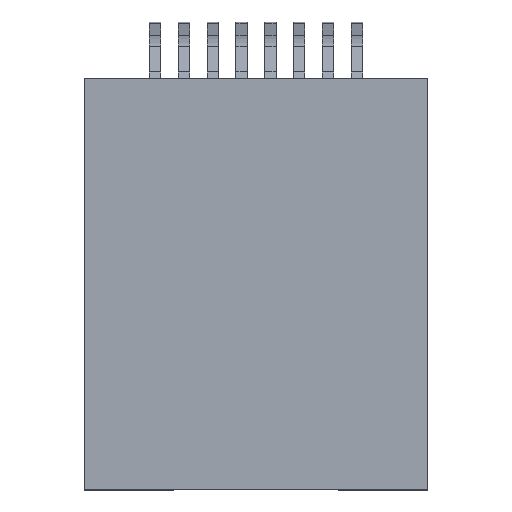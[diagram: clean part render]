
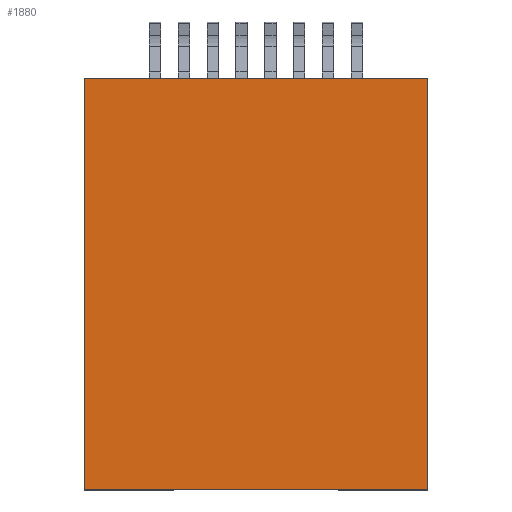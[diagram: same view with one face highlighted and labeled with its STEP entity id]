
A CAD part, top view. The second image highlights one B-rep face of the part: STEP entity #1880.
In plain terms, the highlighted planar face has unit normal (0, 0, 1).
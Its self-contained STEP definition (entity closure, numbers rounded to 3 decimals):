
#1880 = ADVANCED_FACE( '', ( #3684 ), #3685, .T. );
#3684 = FACE_OUTER_BOUND( '', #5489, .T. );
#3685 = PLANE( '', #5490 );
#5489 = EDGE_LOOP( '', ( #10680, #10681, #10682, #10683 ) );
#5490 = AXIS2_PLACEMENT_3D( '', #10684, #10685, #10686 );
#10680 = ORIENTED_EDGE( '', *, *, #13022, .T. );
#10681 = ORIENTED_EDGE( '', *, *, #12628, .T. );
#10682 = ORIENTED_EDGE( '', *, *, #13269, .T. );
#10683 = ORIENTED_EDGE( '', *, *, #13465, .T. );
#10684 = CARTESIAN_POINT( '', ( 0., 0., 0. ) );
#10685 = DIRECTION( '', ( 0., 0., 1. ) );
#10686 = DIRECTION( '', ( 1., 0., 0. ) );
#12628 = EDGE_CURVE( '', #15721, #15719, #15722, .T. );
#13022 = EDGE_CURVE( '', #16254, #15721, #16255, .T. );
#13269 = EDGE_CURVE( '', #15719, #16561, #16563, .T. );
#13465 = EDGE_CURVE( '', #16561, #16254, #16785, .T. );
#15719 = VERTEX_POINT( '', #19959 );
#15721 = VERTEX_POINT( '', #19962 );
#15722 = LINE( '', #19963, #19964 );
#16254 = VERTEX_POINT( '', #20745 );
#16255 = LINE( '', #20746, #20747 );
#16561 = VERTEX_POINT( '', #21198 );
#16563 = LINE( '', #21201, #21202 );
#16785 = LINE( '', #21516, #21517 );
#19959 = CARTESIAN_POINT( '', ( 7.55, -9.05, 0. ) );
#19962 = CARTESIAN_POINT( '', ( -7.55, -9.05, 0. ) );
#19963 = CARTESIAN_POINT( '', ( -7.55, -9.05, 0. ) );
#19964 = VECTOR( '', #22969, 1000. );
#20745 = CARTESIAN_POINT( '', ( -7.55, 9.05, 0. ) );
#20746 = CARTESIAN_POINT( '', ( -7.55, 9.05, 0. ) );
#20747 = VECTOR( '', #23351, 1000. );
#21198 = CARTESIAN_POINT( '', ( 7.55, 9.05, 0. ) );
#21201 = CARTESIAN_POINT( '', ( 7.55, -9.05, 0. ) );
#21202 = VECTOR( '', #23543, 1000. );
#21516 = CARTESIAN_POINT( '', ( 7.55, 9.05, 0. ) );
#21517 = VECTOR( '', #23681, 1000. );
#22969 = DIRECTION( '', ( 1., 0., 0. ) );
#23351 = DIRECTION( '', ( 0., -1., 0. ) );
#23543 = DIRECTION( '', ( 0., 1., 0. ) );
#23681 = DIRECTION( '', ( -1., 0., 0. ) );
